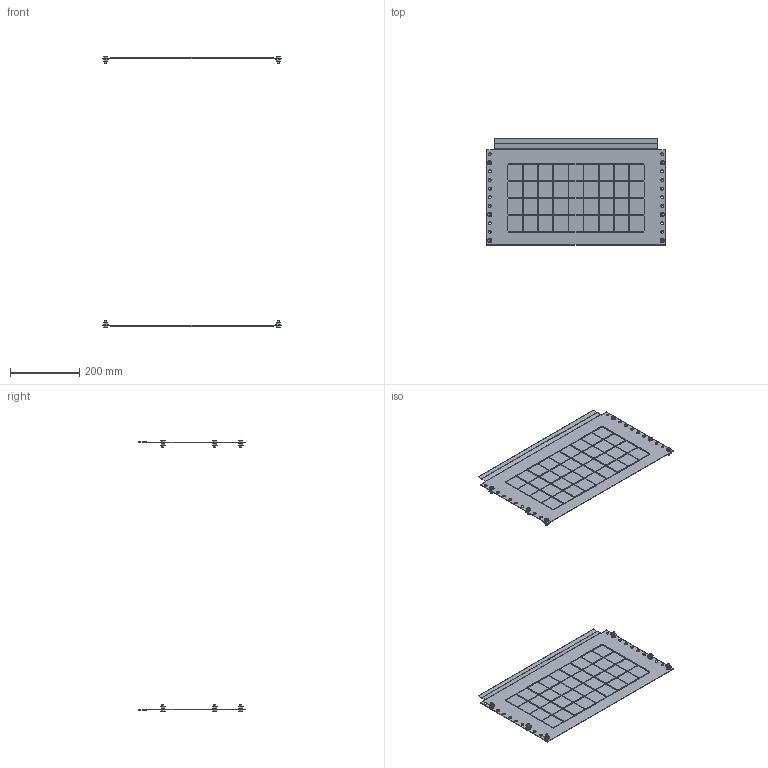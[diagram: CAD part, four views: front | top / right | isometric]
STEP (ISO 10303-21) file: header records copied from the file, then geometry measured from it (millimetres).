
FILE_DESCRIPTION (( 'STEP AP214' ), '1' );
FILE_NAME ('PCV36 Ïàíåëü áîêîâàÿ.STEP', '2018-07-30T13:19:18', ( '' ), ( '' ), 'SwSTEP 2.0', 'SolidWorks 2017', '' );
FILE_SCHEMA (( 'AUTOMOTIVE_DESIGN' ));
Length unit declared in the file: millimetre
Products named in the file (4): Âèíò Ì6 DIN 7985_6å16; Ãàéêà êëåòåâàÿ Ì6_3À; AVT001.15.00.24 Ïàíåëü áîêîâàÿ_00; PCV36 Ïàíåëü áîêîâàÿ
Assembly tree (26 placements, depth 2):
  PCV36 Ïàíåëü áîêîâàÿ
    AVT001.15.00.24 Ïàíåëü áîêîâàÿ_00  x2
    Ãàéêà êëåòåâàÿ Ì6_3À  x12
    Âèíò Ì6 DIN 7985_6å16  x12
Bounding box: 516 x 307 x 782.58 mm (x, y, z)
Volume: 374609 mm3; surface area: 639194.5 mm2
Topology: 26 solids, 26 shells, 1768 faces, 4912 edges, 3208 vertices
Faces by surface type: plane 1336, cylinder 384, cone 24, sphere 24
Entity records: 16638 total; most frequent: CARTESIAN_POINT 2952, ORIENTED_EDGE 2832, DIRECTION 2560, EDGE_CURVE 1416, VECTOR 1252, LINE 1252, VERTEX_POINT 934, EDGE_LOOP 706
